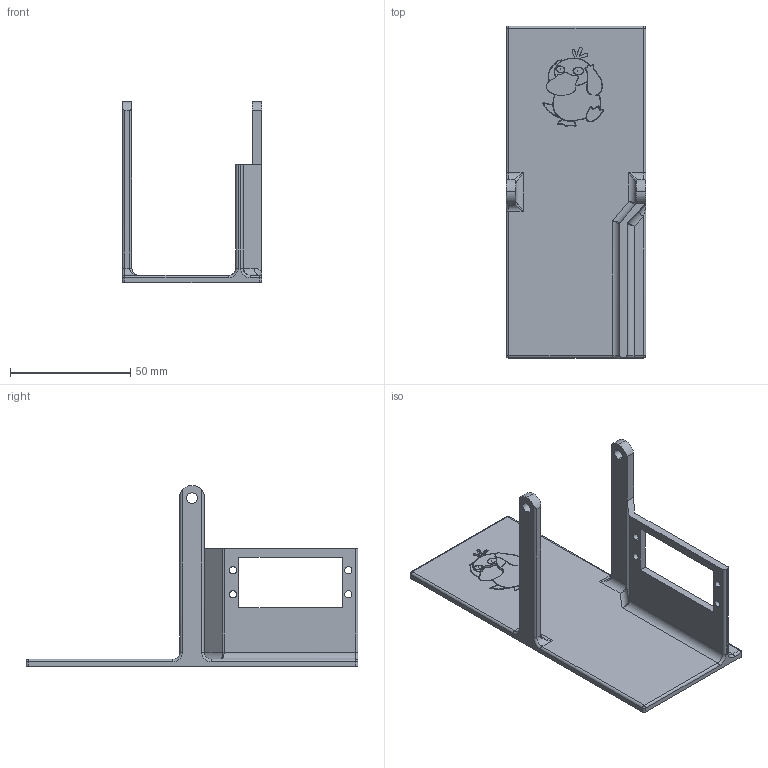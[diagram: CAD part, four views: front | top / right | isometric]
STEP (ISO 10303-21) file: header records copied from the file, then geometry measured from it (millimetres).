
FILE_DESCRIPTION (( 'STEP AP214' ), '1' );
FILE_NAME ('Base.STEP', '2025-09-28T15:52:42', ( '' ), ( '' ), 'SwSTEP 2.0', 'SolidWorks 2025', '' );
FILE_SCHEMA (( 'AUTOMOTIVE_DESIGN' ));
Length unit declared in the file: millimetre
Products named in the file (1): Base
Bounding box: 58 x 138 x 75.25 mm (x, y, z)
Volume: 35814.8 mm3; surface area: 25755.3 mm2
Topology: 1 solids, 1 shells, 1040 faces, 3043 edges, 2008 vertices
Faces by surface type: cylinder 958, plane 66, bspline 7, torus 5, sphere 4
Entity records: 35846 total; most frequent: DIRECTION 6982, CARTESIAN_POINT 6458, ORIENTED_EDGE 6066, EDGE_CURVE 3033, AXIS2_PLACEMENT_3D 2936, VERTEX_POINT 2008, CIRCLE 1902, VECTOR 1110
